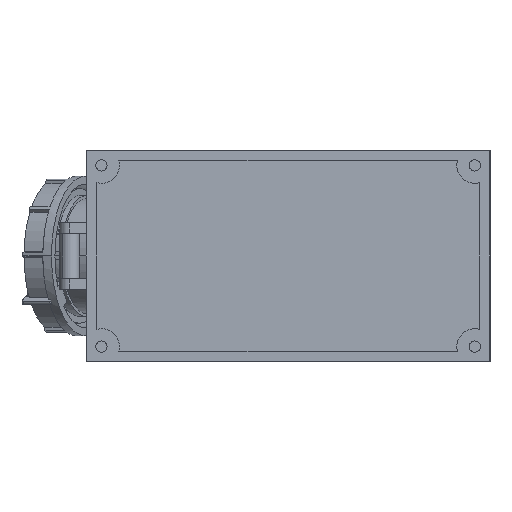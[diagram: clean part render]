
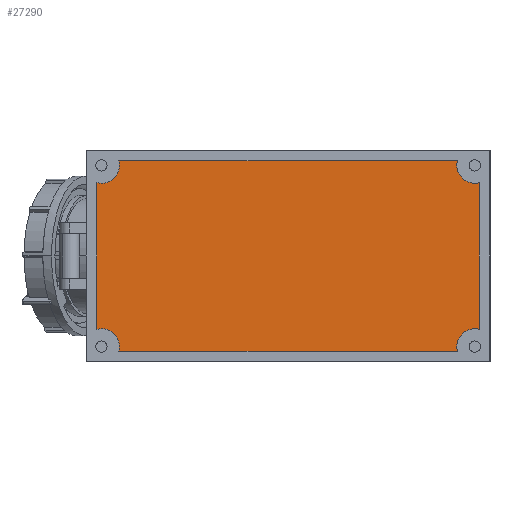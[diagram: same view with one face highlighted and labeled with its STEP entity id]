
A CAD part, front view. The second image highlights one B-rep face of the part: STEP entity #27290.
In plain terms, the highlighted planar face has unit normal (0, -1, 0).
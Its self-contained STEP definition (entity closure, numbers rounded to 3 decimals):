
#281 = LINE ( 'NONE', #39848, #16409 ) ;
#1140 = CARTESIAN_POINT ( 'NONE',  ( -104., 1., -50.5 ) ) ;
#1733 = EDGE_CURVE ( 'NONE', #17583, #16235, #29003, .T. ) ;
#1865 = EDGE_CURVE ( 'NONE', #14549, #28719, #16240, .T. ) ;
#2232 = ORIENTED_EDGE ( 'NONE', *, *, #38033, .T. ) ;
#2486 = CARTESIAN_POINT ( 'NONE',  ( -106.5, 1., -40.818 ) ) ;
#2546 = LINE ( 'NONE', #32574, #7644 ) ;
#2706 = CARTESIAN_POINT ( 'NONE',  ( 94.318, 1., -53. ) ) ;
#2809 = CARTESIAN_POINT ( 'NONE',  ( -94.318, 1., -53. ) ) ;
#3220 = CIRCLE ( 'NONE', #31061, 10. ) ;
#4070 = CARTESIAN_POINT ( 'NONE',  ( 94.318, 1., 53. ) ) ;
#5276 = ORIENTED_EDGE ( 'NONE', *, *, #24068, .T. ) ;
#5378 = LINE ( 'NONE', #2809, #29951 ) ;
#5407 = CARTESIAN_POINT ( 'NONE',  ( 106.5, 1., 40.818 ) ) ;
#5495 = ORIENTED_EDGE ( 'NONE', *, *, #1865, .T. ) ;
#5614 = DIRECTION ( 'NONE',  ( 1., 0., 0. ) ) ;
#6231 = EDGE_CURVE ( 'NONE', #28719, #16298, #5378, .T. ) ;
#7215 = DIRECTION ( 'NONE',  ( 0., 1., 0. ) ) ;
#7644 = VECTOR ( 'NONE', #28962, 1000. ) ;
#9906 = ORIENTED_EDGE ( 'NONE', *, *, #21616, .T. ) ;
#10112 = EDGE_CURVE ( 'NONE', #31796, #36061, #3220, .T. ) ;
#10465 = VERTEX_POINT ( 'NONE', #16954 ) ;
#10897 = DIRECTION ( 'NONE',  ( 1., 0., 0. ) ) ;
#11272 = CIRCLE ( 'NONE', #12662, 10. ) ;
#12662 = AXIS2_PLACEMENT_3D ( 'NONE', #21586, #25630, #5614 ) ;
#14248 = CARTESIAN_POINT ( 'NONE',  ( -104., 1., -50.5 ) ) ;
#14504 = CARTESIAN_POINT ( 'NONE',  ( -94., 1., 50.5 ) ) ;
#14549 = VERTEX_POINT ( 'NONE', #17238 ) ;
#15911 = CARTESIAN_POINT ( 'NONE',  ( -104., 1., 50.5 ) ) ;
#16234 = CARTESIAN_POINT ( 'NONE',  ( -106.5, 1., -40.818 ) ) ;
#16235 = VERTEX_POINT ( 'NONE', #2486 ) ;
#16240 = CIRCLE ( 'NONE', #21654, 10. ) ;
#16298 = VERTEX_POINT ( 'NONE', #2706 ) ;
#16409 = VECTOR ( 'NONE', #20460, 1000. ) ;
#16875 = EDGE_CURVE ( 'NONE', #41315, #17583, #19943, .T. ) ;
#16932 = ORIENTED_EDGE ( 'NONE', *, *, #18143, .T. ) ;
#16954 = CARTESIAN_POINT ( 'NONE',  ( -94.318, 1., 53. ) ) ;
#17238 = CARTESIAN_POINT ( 'NONE',  ( -94., 1., -50.5 ) ) ;
#17246 = DIRECTION ( 'NONE',  ( 0., 1., 0. ) ) ;
#17451 = DIRECTION ( 'NONE',  ( 0., 1., 0. ) ) ;
#17583 = VERTEX_POINT ( 'NONE', #22015 ) ;
#17716 = DIRECTION ( 'NONE',  ( 0., 1., 0. ) ) ;
#17810 = CARTESIAN_POINT ( 'NONE',  ( 106.5, 1., -40.818 ) ) ;
#18143 = EDGE_CURVE ( 'NONE', #16235, #14549, #31312, .T. ) ;
#19943 = CIRCLE ( 'NONE', #34234, 10. ) ;
#20460 = DIRECTION ( 'NONE',  ( 0., 0., 1. ) ) ;
#21586 = CARTESIAN_POINT ( 'NONE',  ( 104., 1., -50.5 ) ) ;
#21616 = EDGE_CURVE ( 'NONE', #16298, #29901, #11272, .T. ) ;
#21654 = AXIS2_PLACEMENT_3D ( 'NONE', #27240, #17246, #24477 ) ;
#22015 = CARTESIAN_POINT ( 'NONE',  ( -106.5, 1., 40.818 ) ) ;
#23454 = ORIENTED_EDGE ( 'NONE', *, *, #10112, .T. ) ;
#24068 = EDGE_CURVE ( 'NONE', #29901, #31796, #281, .T. ) ;
#24273 = AXIS2_PLACEMENT_3D ( 'NONE', #15911, #28464, #28675 ) ;
#24382 = VECTOR ( 'NONE', #26018, 1000. ) ;
#24477 = DIRECTION ( 'NONE',  ( -1., 0., 0. ) ) ;
#25630 = DIRECTION ( 'NONE',  ( 0., 1., 0. ) ) ;
#26018 = DIRECTION ( 'NONE',  ( 0., 0., -1. ) ) ;
#27240 = CARTESIAN_POINT ( 'NONE',  ( -104., 1., -50.5 ) ) ;
#27290 = ADVANCED_FACE ( 'NONE', ( #30106 ), #39903, .F. ) ;
#27422 = DIRECTION ( 'NONE',  ( -1., 0., 0. ) ) ;
#28464 = DIRECTION ( 'NONE',  ( 0., 1., 0. ) ) ;
#28675 = DIRECTION ( 'NONE',  ( 1., 0., 0. ) ) ;
#28719 = VERTEX_POINT ( 'NONE', #41795 ) ;
#28962 = DIRECTION ( 'NONE',  ( -1., 0., 0. ) ) ;
#29003 = LINE ( 'NONE', #16234, #24382 ) ;
#29283 = AXIS2_PLACEMENT_3D ( 'NONE', #14248, #17451, #34055 ) ;
#29901 = VERTEX_POINT ( 'NONE', #17810 ) ;
#29951 = VECTOR ( 'NONE', #41343, 1000. ) ;
#30106 = FACE_OUTER_BOUND ( 'NONE', #38632, .T. ) ;
#30131 = EDGE_CURVE ( 'NONE', #10465, #41315, #37891, .T. ) ;
#30965 = AXIS2_PLACEMENT_3D ( 'NONE', #1140, #33943, #36708 ) ;
#31061 = AXIS2_PLACEMENT_3D ( 'NONE', #40407, #7215, #27422 ) ;
#31312 = CIRCLE ( 'NONE', #29283, 10. ) ;
#31566 = ORIENTED_EDGE ( 'NONE', *, *, #16875, .T. ) ;
#31796 = VERTEX_POINT ( 'NONE', #5407 ) ;
#32574 = CARTESIAN_POINT ( 'NONE',  ( -94.318, 1., 53. ) ) ;
#33527 = ORIENTED_EDGE ( 'NONE', *, *, #6231, .T. ) ;
#33943 = DIRECTION ( 'NONE',  ( 0., 1., 0. ) ) ;
#34055 = DIRECTION ( 'NONE',  ( -1., 0., 0. ) ) ;
#34234 = AXIS2_PLACEMENT_3D ( 'NONE', #36882, #17716, #10897 ) ;
#36061 = VERTEX_POINT ( 'NONE', #4070 ) ;
#36708 = DIRECTION ( 'NONE',  ( 0., 0., -1. ) ) ;
#36882 = CARTESIAN_POINT ( 'NONE',  ( -104., 1., 50.5 ) ) ;
#37891 = CIRCLE ( 'NONE', #24273, 10. ) ;
#38033 = EDGE_CURVE ( 'NONE', #36061, #10465, #2546, .T. ) ;
#38632 = EDGE_LOOP ( 'NONE', ( #2232, #39918, #31566, #39272, #16932, #5495, #33527, #9906, #5276, #23454 ) ) ;
#39272 = ORIENTED_EDGE ( 'NONE', *, *, #1733, .T. ) ;
#39848 = CARTESIAN_POINT ( 'NONE',  ( 106.5, 1., -40.818 ) ) ;
#39903 = PLANE ( 'NONE',  #30965 ) ;
#39918 = ORIENTED_EDGE ( 'NONE', *, *, #30131, .T. ) ;
#40407 = CARTESIAN_POINT ( 'NONE',  ( 104., 1., 50.5 ) ) ;
#41315 = VERTEX_POINT ( 'NONE', #14504 ) ;
#41343 = DIRECTION ( 'NONE',  ( 1., 0., 0. ) ) ;
#41795 = CARTESIAN_POINT ( 'NONE',  ( -94.318, 1., -53. ) ) ;
